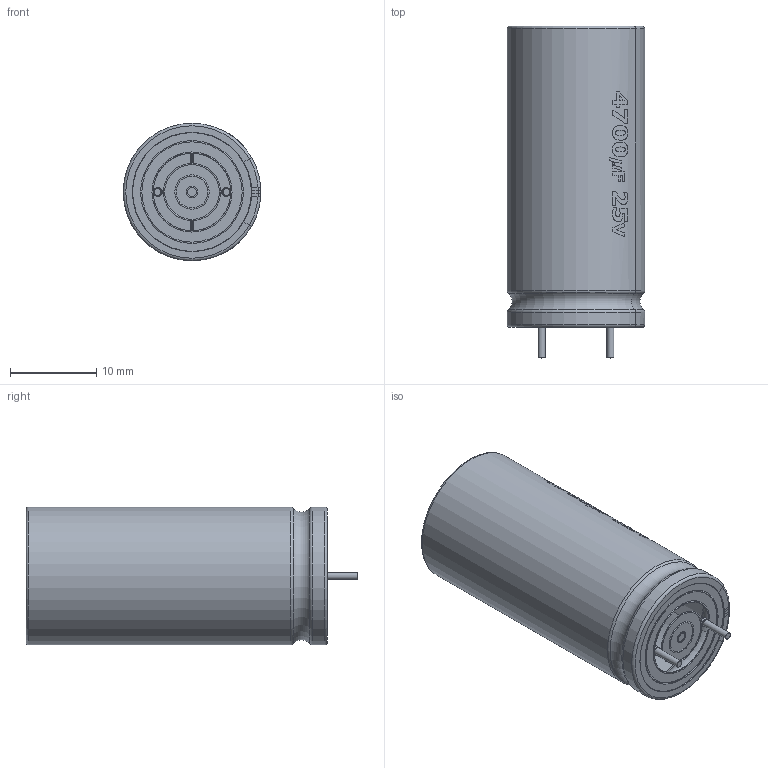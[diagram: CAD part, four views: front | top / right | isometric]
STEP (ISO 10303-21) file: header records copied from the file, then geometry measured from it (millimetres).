
FILE_DESCRIPTION(/* description */ (''),/* implementation_level */ '2;1');
FILE_NAME(/* name */ '4700uF 25V Electr 16x35 -P.diameter 8mm .stp',/* time_stamp */ '2022-03-11T22:43:18+01:00',/* author */ ('JOSE LUIS'),/* organization */ (''),/* preprocessor_version */ 'ST-DEVELOPER v18',/* originating_system */ 'Autodesk Inventor 2020',/* authorisation */ '');
FILE_SCHEMA (('AUTOMOTIVE_DESIGN { 1 0 10303 214 3 1 1 }'));
Length unit declared in the file: millimetre
Products named in the file (1): 4700uF 25V Electr 16x35 -P.diameter 8mm 
Bounding box: 16 x 38.57 x 16 mm (x, y, z)
Volume: 6967 mm3; surface area: 2206.5 mm2
Topology: 3 solids, 3 shells, 121 faces, 495 edges, 407 vertices
Faces by surface type: cylinder 58, plane 38, torus 25
Full cylindrical faces by diameter (mm): 0.8 x2, 1 x2, 1.05 x1, 1.35 x1, 3.7 x1, 4 x1, 6.35 x1, 6.65 x1, 9 x1, 9.3 x1, 11.65 x1, 11.95 x1, 13.8 x2
Entity records: 6399 total; most frequent: CARTESIAN_POINT 1864, ORIENTED_EDGE 990, DIRECTION 864, EDGE_CURVE 495, VERTEX_POINT 407, AXIS2_PLACEMENT_3D 357, CIRCLE 231, EDGE_LOOP 152
